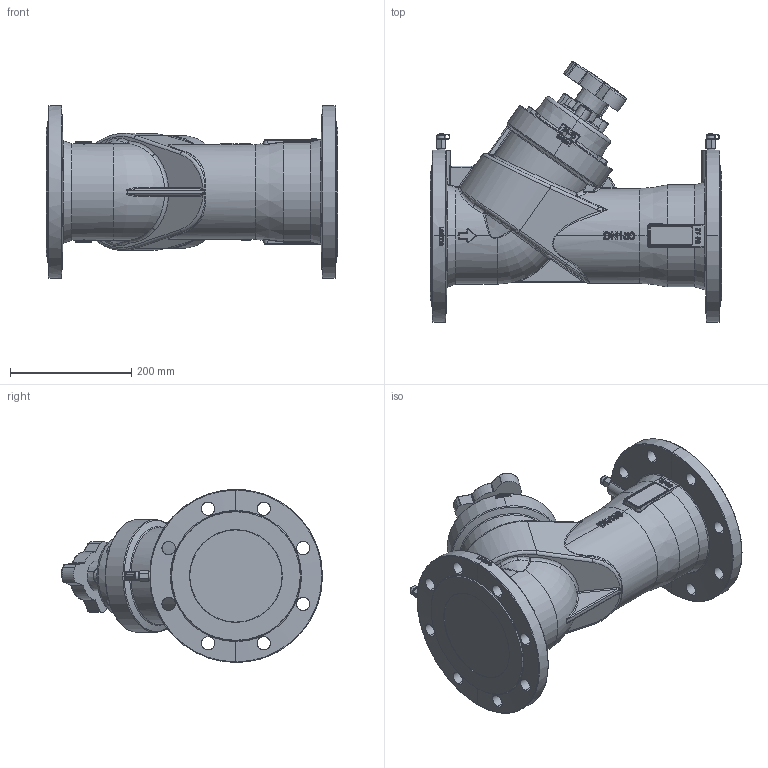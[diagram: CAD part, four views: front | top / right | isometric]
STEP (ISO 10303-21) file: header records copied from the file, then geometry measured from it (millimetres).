
FILE_DESCRIPTION(('CATIA V5 STEP Exchange','CAx-IF Rec.Pracs.--- Model Styling and Organization---1.4--- 2014-01-23','CAx-IF Rec.Pracs.---3D Tessellated Data Validation Properties---0.5---2014-09-14'),'2;1');
FILE_NAME('STEP_130153_-_TST.stp','2022-01-11T14:35:17+00:00',('none'),('none'),'CATIA Version 5-6 Release 2019 SP3','CATIA V5 STEP AP242 v1','none');
FILE_SCHEMA(('AP242_MANAGED_MODEL_BASED_3D_ENGINEERING_MIM_LF {1 0 10303 442 1 1 4}'));
Products named in the file (1): 130153 - TST
Bounding box: 480 x 429.71 x 285 mm (x, y, z)
Volume: 15391368.8 mm3; surface area: 661167.1 mm2
Topology: 1 solids, 21 shells, 2014 faces, 5283 edges, 3354 vertices
Faces by surface type: bspline 801, plane 493, cylinder 361, cone 196, torus 117, sphere 46
Entity records: 84597 total; most frequent: CARTESIAN_POINT 46923, ORIENTED_EDGE 10472, EDGE_CURVE 5236, DIRECTION 3595, VERTEX_POINT 3354, B_SPLINE_CURVE_WITH_KNOTS 2524, EDGE_LOOP 2152, ADVANCED_FACE 2014
